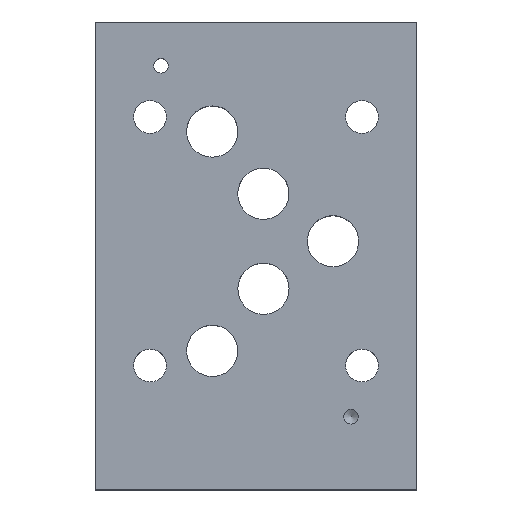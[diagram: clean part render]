
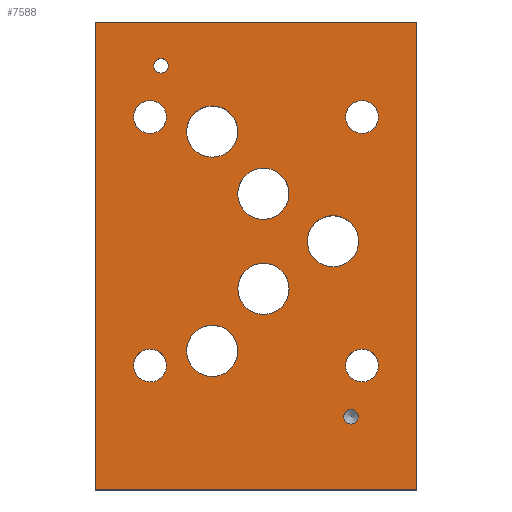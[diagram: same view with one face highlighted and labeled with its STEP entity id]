
A CAD part, top view. The second image highlights one B-rep face of the part: STEP entity #7588.
In plain terms, the highlighted planar face has unit normal (0, 0, 1).
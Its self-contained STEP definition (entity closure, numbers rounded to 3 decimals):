
#42=CIRCLE('',#7861,1.588);
#43=CIRCLE('',#7862,1.588);
#45=CIRCLE('',#7865,1.588);
#48=CIRCLE('',#7870,5.563);
#50=CIRCLE('',#7873,5.563);
#52=CIRCLE('',#7876,5.563);
#54=CIRCLE('',#7879,5.563);
#57=CIRCLE('',#7883,5.563);
#84=CIRCLE('',#7923,3.569);
#87=CIRCLE('',#7927,3.569);
#90=CIRCLE('',#7931,3.569);
#93=CIRCLE('',#7935,3.569);
#183=FACE_BOUND('',#1222,.T.);
#184=FACE_BOUND('',#1223,.T.);
#185=FACE_BOUND('',#1224,.T.);
#186=FACE_BOUND('',#1225,.T.);
#187=FACE_BOUND('',#1226,.T.);
#188=FACE_BOUND('',#1227,.T.);
#189=FACE_BOUND('',#1228,.T.);
#190=FACE_BOUND('',#1229,.T.);
#191=FACE_BOUND('',#1230,.T.);
#192=FACE_BOUND('',#1231,.T.);
#193=FACE_BOUND('',#1232,.T.);
#801=FACE_OUTER_BOUND('',#1221,.T.);
#1221=EDGE_LOOP('',(#6581,#6582,#6583,#6584));
#1222=EDGE_LOOP('',(#6585,#6586));
#1223=EDGE_LOOP('',(#6587));
#1224=EDGE_LOOP('',(#6588));
#1225=EDGE_LOOP('',(#6589));
#1226=EDGE_LOOP('',(#6590));
#1227=EDGE_LOOP('',(#6591));
#1228=EDGE_LOOP('',(#6592));
#1229=EDGE_LOOP('',(#6593));
#1230=EDGE_LOOP('',(#6594));
#1231=EDGE_LOOP('',(#6595));
#1232=EDGE_LOOP('',(#6596));
#1591=LINE('',#11403,#2385);
#2033=LINE('',#12637,#2827);
#2036=LINE('',#12641,#2830);
#2038=LINE('',#12645,#2832);
#2385=VECTOR('',#8559,10.);
#2827=VECTOR('',#9575,10.);
#2830=VECTOR('',#9580,10.);
#2832=VECTOR('',#9586,10.);
#3151=VERTEX_POINT('',#11400);
#3152=VERTEX_POINT('',#11402);
#3434=VERTEX_POINT('',#12368);
#3435=VERTEX_POINT('',#12369);
#3437=VERTEX_POINT('',#12376);
#3441=VERTEX_POINT('',#12387);
#3443=VERTEX_POINT('',#12393);
#3445=VERTEX_POINT('',#12399);
#3447=VERTEX_POINT('',#12405);
#3450=VERTEX_POINT('',#12413);
#3477=VERTEX_POINT('',#12487);
#3480=VERTEX_POINT('',#12495);
#3483=VERTEX_POINT('',#12503);
#3486=VERTEX_POINT('',#12511);
#3528=VERTEX_POINT('',#12634);
#3529=VERTEX_POINT('',#12636);
#4006=EDGE_CURVE('',#3152,#3151,#1591,.T.);
#4428=EDGE_CURVE('',#3434,#3435,#42,.T.);
#4429=EDGE_CURVE('',#3435,#3434,#43,.T.);
#4433=EDGE_CURVE('',#3437,#3437,#45,.T.);
#4438=EDGE_CURVE('',#3441,#3441,#48,.T.);
#4441=EDGE_CURVE('',#3443,#3443,#50,.T.);
#4444=EDGE_CURVE('',#3445,#3445,#52,.T.);
#4447=EDGE_CURVE('',#3447,#3447,#54,.T.);
#4451=EDGE_CURVE('',#3450,#3450,#57,.T.);
#4485=EDGE_CURVE('',#3477,#3477,#84,.T.);
#4489=EDGE_CURVE('',#3480,#3480,#87,.T.);
#4493=EDGE_CURVE('',#3483,#3483,#90,.T.);
#4497=EDGE_CURVE('',#3486,#3486,#93,.T.);
#4555=EDGE_CURVE('',#3529,#3528,#2033,.T.);
#4558=EDGE_CURVE('',#3151,#3529,#2036,.T.);
#4560=EDGE_CURVE('',#3528,#3152,#2038,.T.);
#6581=ORIENTED_EDGE('',*,*,#4560,.T.);
#6582=ORIENTED_EDGE('',*,*,#4006,.T.);
#6583=ORIENTED_EDGE('',*,*,#4558,.T.);
#6584=ORIENTED_EDGE('',*,*,#4555,.T.);
#6585=ORIENTED_EDGE('',*,*,#4428,.T.);
#6586=ORIENTED_EDGE('',*,*,#4429,.T.);
#6587=ORIENTED_EDGE('',*,*,#4433,.T.);
#6588=ORIENTED_EDGE('',*,*,#4438,.T.);
#6589=ORIENTED_EDGE('',*,*,#4441,.T.);
#6590=ORIENTED_EDGE('',*,*,#4444,.T.);
#6591=ORIENTED_EDGE('',*,*,#4447,.T.);
#6592=ORIENTED_EDGE('',*,*,#4451,.T.);
#6593=ORIENTED_EDGE('',*,*,#4485,.T.);
#6594=ORIENTED_EDGE('',*,*,#4489,.T.);
#6595=ORIENTED_EDGE('',*,*,#4493,.T.);
#6596=ORIENTED_EDGE('',*,*,#4497,.T.);
#6890=PLANE('',#7999);
#7588=ADVANCED_FACE('',(#801,#183,#184,#185,#186,#187,#188,#189,#190,#191,
#192,#193),#6890,.T.);
#7861=AXIS2_PLACEMENT_3D('',#12370,#9267,#9268);
#7862=AXIS2_PLACEMENT_3D('',#12371,#9269,#9270);
#7865=AXIS2_PLACEMENT_3D('',#12378,#9277,#9278);
#7870=AXIS2_PLACEMENT_3D('',#12389,#9289,#9290);
#7873=AXIS2_PLACEMENT_3D('',#12395,#9296,#9297);
#7876=AXIS2_PLACEMENT_3D('',#12401,#9303,#9304);
#7879=AXIS2_PLACEMENT_3D('',#12407,#9310,#9311);
#7883=AXIS2_PLACEMENT_3D('',#12415,#9319,#9320);
#7923=AXIS2_PLACEMENT_3D('',#12489,#9406,#9407);
#7927=AXIS2_PLACEMENT_3D('',#12497,#9415,#9416);
#7931=AXIS2_PLACEMENT_3D('',#12505,#9424,#9425);
#7935=AXIS2_PLACEMENT_3D('',#12513,#9433,#9434);
#7999=AXIS2_PLACEMENT_3D('',#12646,#9587,#9588);
#8559=DIRECTION('',(0.,1.,0.));
#9267=DIRECTION('center_axis',(0.,0.,-1.));
#9268=DIRECTION('ref_axis',(1.,0.,0.));
#9269=DIRECTION('center_axis',(0.,0.,-1.));
#9270=DIRECTION('ref_axis',(1.,0.,0.));
#9277=DIRECTION('center_axis',(0.,0.,-1.));
#9278=DIRECTION('ref_axis',(1.,0.,0.));
#9289=DIRECTION('center_axis',(0.,0.,-1.));
#9290=DIRECTION('ref_axis',(1.,0.,0.));
#9296=DIRECTION('center_axis',(0.,0.,-1.));
#9297=DIRECTION('ref_axis',(1.,0.,0.));
#9303=DIRECTION('center_axis',(0.,0.,-1.));
#9304=DIRECTION('ref_axis',(1.,0.,0.));
#9310=DIRECTION('center_axis',(0.,0.,-1.));
#9311=DIRECTION('ref_axis',(1.,0.,0.));
#9319=DIRECTION('center_axis',(0.,0.,-1.));
#9320=DIRECTION('ref_axis',(1.,0.,0.));
#9406=DIRECTION('center_axis',(0.,0.,-1.));
#9407=DIRECTION('ref_axis',(1.,0.,0.));
#9415=DIRECTION('center_axis',(0.,0.,-1.));
#9416=DIRECTION('ref_axis',(1.,0.,0.));
#9424=DIRECTION('center_axis',(0.,0.,-1.));
#9425=DIRECTION('ref_axis',(1.,0.,0.));
#9433=DIRECTION('center_axis',(0.,0.,-1.));
#9434=DIRECTION('ref_axis',(1.,0.,0.));
#9575=DIRECTION('',(0.,-1.,0.));
#9580=DIRECTION('',(-1.,0.,0.));
#9586=DIRECTION('',(1.,0.,0.));
#9587=DIRECTION('center_axis',(0.,0.,1.));
#9588=DIRECTION('ref_axis',(1.,0.,0.));
#11400=CARTESIAN_POINT('',(69.85,101.6,25.4));
#11402=CARTESIAN_POINT('',(69.85,0.,25.4));
#11403=CARTESIAN_POINT('',(69.85,0.,25.4));
#12368=CARTESIAN_POINT('',(57.169,15.875,25.4));
#12369=CARTESIAN_POINT('',(53.994,15.875,25.4));
#12370=CARTESIAN_POINT('Origin',(55.582,15.875,25.4));
#12371=CARTESIAN_POINT('Origin',(55.582,15.875,25.4));
#12376=CARTESIAN_POINT('',(12.713,92.1,25.4));
#12378=CARTESIAN_POINT('Origin',(14.3,92.1,25.4));
#12387=CARTESIAN_POINT('',(30.988,43.663,25.4));
#12389=CARTESIAN_POINT('Origin',(36.551,43.663,25.4));
#12393=CARTESIAN_POINT('',(19.863,77.8,25.4));
#12395=CARTESIAN_POINT('Origin',(25.425,77.8,25.4));
#12399=CARTESIAN_POINT('',(46.076,53.975,25.4));
#12401=CARTESIAN_POINT('Origin',(51.638,53.975,25.4));
#12405=CARTESIAN_POINT('',(30.963,64.313,25.4));
#12407=CARTESIAN_POINT('Origin',(36.525,64.313,25.4));
#12413=CARTESIAN_POINT('',(19.863,30.175,25.4));
#12415=CARTESIAN_POINT('Origin',(25.425,30.175,25.4));
#12487=CARTESIAN_POINT('',(54.394,27.,25.4));
#12489=CARTESIAN_POINT('Origin',(57.963,27.,25.4));
#12495=CARTESIAN_POINT('',(8.344,80.975,25.4));
#12497=CARTESIAN_POINT('Origin',(11.913,80.975,25.4));
#12503=CARTESIAN_POINT('',(54.394,80.988,25.4));
#12505=CARTESIAN_POINT('Origin',(57.963,80.988,25.4));
#12511=CARTESIAN_POINT('',(8.357,27.,25.4));
#12513=CARTESIAN_POINT('Origin',(11.925,27.,25.4));
#12634=CARTESIAN_POINT('',(0.,0.,25.4));
#12636=CARTESIAN_POINT('',(0.,101.6,25.4));
#12637=CARTESIAN_POINT('',(0.,101.6,25.4));
#12641=CARTESIAN_POINT('',(69.85,101.6,25.4));
#12645=CARTESIAN_POINT('',(0.,0.,25.4));
#12646=CARTESIAN_POINT('Origin',(34.925,50.8,25.4));
